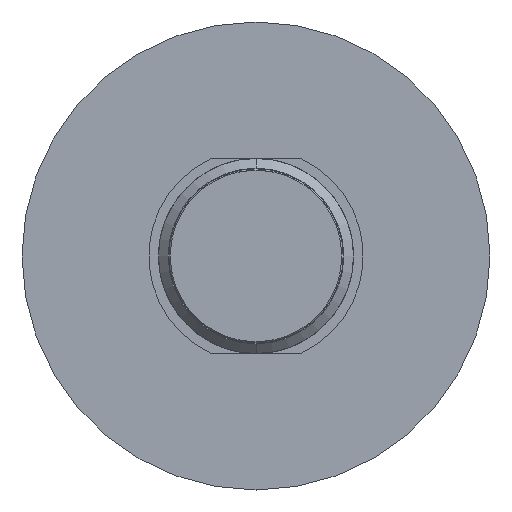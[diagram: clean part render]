
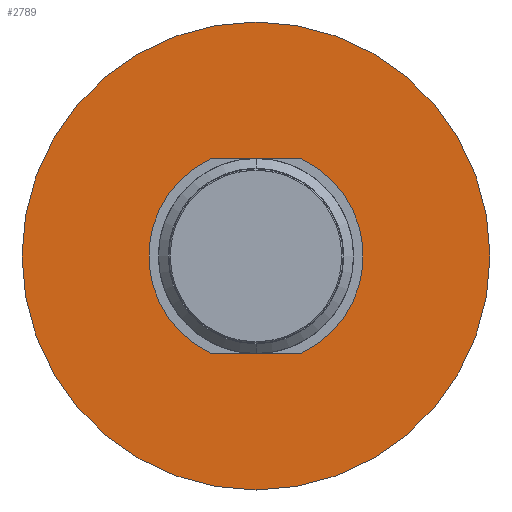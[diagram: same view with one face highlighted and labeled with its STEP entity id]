
A CAD part, front view. The second image highlights one B-rep face of the part: STEP entity #2789.
In plain terms, the highlighted planar face has unit normal (0, -1, 0).
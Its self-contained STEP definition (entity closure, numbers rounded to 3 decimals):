
#24 = DIRECTION ( 'NONE',  ( 1., 0., 0. ) ) ;
#145 = CARTESIAN_POINT ( 'NONE',  ( 0., 35.9, 0. ) ) ;
#334 = DIRECTION ( 'NONE',  ( 0., 1., 0. ) ) ;
#471 = ORIENTED_EDGE ( 'NONE', *, *, #775, .T. ) ;
#486 = CARTESIAN_POINT ( 'NONE',  ( -0.003, 35.9, -1.475 ) ) ;
#775 = EDGE_CURVE ( 'Defeature ausgef�hrt1_2+Defeature ausgef�hrt1_1+Defeature ausgef�hrt1_1+Defeature ausgef�hrt1_1', #782, #3676, #3818, .T. ) ;
#782 = VERTEX_POINT ( 'NONE', #3376 ) ;
#846 = CARTESIAN_POINT ( 'NONE',  ( 0., 35.9, 0. ) ) ;
#998 = CIRCLE ( 'NONE', #2717, 1.475 ) ;
#1001 = ORIENTED_EDGE ( 'NONE', *, *, #2889, .T. ) ;
#1082 = FACE_OUTER_BOUND ( 'NONE', #3741, .T. ) ;
#1298 = CARTESIAN_POINT ( 'NONE',  ( 0., 35.9, 0. ) ) ;
#1532 = DIRECTION ( 'NONE',  ( 0., 0., -1. ) ) ;
#1598 = DIRECTION ( 'NONE',  ( 0., 0., -1. ) ) ;
#2224 = VERTEX_POINT ( 'NONE', #3638 ) ;
#2274 = CARTESIAN_POINT ( 'NONE',  ( 0., 35.9, -6. ) ) ;
#2319 = PLANE ( 'NONE',  #3733 ) ;
#2505 = DIRECTION ( 'NONE',  ( 0., -1., 0. ) ) ;
#2552 = AXIS2_PLACEMENT_3D ( 'NONE', #846, #2698, #1532 ) ;
#2618 = DIRECTION ( 'NONE',  ( 0., -1., 0. ) ) ;
#2658 = AXIS2_PLACEMENT_3D ( 'NONE', #1298, #2505, #1598 ) ;
#2698 = DIRECTION ( 'NONE',  ( 0., -1., 0. ) ) ;
#2717 = AXIS2_PLACEMENT_3D ( 'NONE', #3294, #3583, #3913 ) ;
#2789 = ADVANCED_FACE ( 'Defeature ausgef�hrt1_2', ( #3914, #1082 ), #2319, .T. ) ;
#2824 = CARTESIAN_POINT ( 'NONE',  ( 0., 35.9, 0. ) ) ;
#2826 = CIRCLE ( 'NONE', #3217, 1.475 ) ;
#2889 = EDGE_CURVE ( 'Defeature ausgef�hrt1_2+Defeature ausgef�hrt1_38+Defeature ausgef�hrt1_38+Defeature ausgef�hrt1_38', #3967, #2224, #998, .T. ) ;
#2933 = DIRECTION ( 'NONE',  ( 0., 0., -1. ) ) ;
#3026 = ORIENTED_EDGE ( 'NONE', *, *, #3168, .T. ) ;
#3116 = EDGE_CURVE ( 'Defeature ausgef�hrt1_2+Defeature ausgef�hrt1_38+Defeature ausgef�hrt1_38+Defeature ausgef�hrt1_38', #2224, #3967, #2826, .T. ) ;
#3168 = EDGE_CURVE ( 'Defeature ausgef�hrt1_2+Defeature ausgef�hrt1_1+Defeature ausgef�hrt1_1+Defeature ausgef�hrt1_1', #3676, #782, #3975, .T. ) ;
#3217 = AXIS2_PLACEMENT_3D ( 'NONE', #2824, #334, #24 ) ;
#3294 = CARTESIAN_POINT ( 'NONE',  ( 0., 35.9, 0. ) ) ;
#3376 = CARTESIAN_POINT ( 'NONE',  ( 0., 35.9, 6. ) ) ;
#3470 = EDGE_LOOP ( 'NONE', ( #3995, #1001 ) ) ;
#3583 = DIRECTION ( 'NONE',  ( 0., 1., 0. ) ) ;
#3638 = CARTESIAN_POINT ( 'NONE',  ( 0.003, 35.9, 1.475 ) ) ;
#3676 = VERTEX_POINT ( 'NONE', #2274 ) ;
#3733 = AXIS2_PLACEMENT_3D ( 'NONE', #145, #2618, #2933 ) ;
#3741 = EDGE_LOOP ( 'NONE', ( #3026, #471 ) ) ;
#3818 = CIRCLE ( 'NONE', #2552, 6. ) ;
#3913 = DIRECTION ( 'NONE',  ( 1., 0., 0. ) ) ;
#3914 = FACE_BOUND ( 'NONE', #3470, .T. ) ;
#3967 = VERTEX_POINT ( 'NONE', #486 ) ;
#3975 = CIRCLE ( 'NONE', #2658, 6. ) ;
#3995 = ORIENTED_EDGE ( 'NONE', *, *, #3116, .T. ) ;
